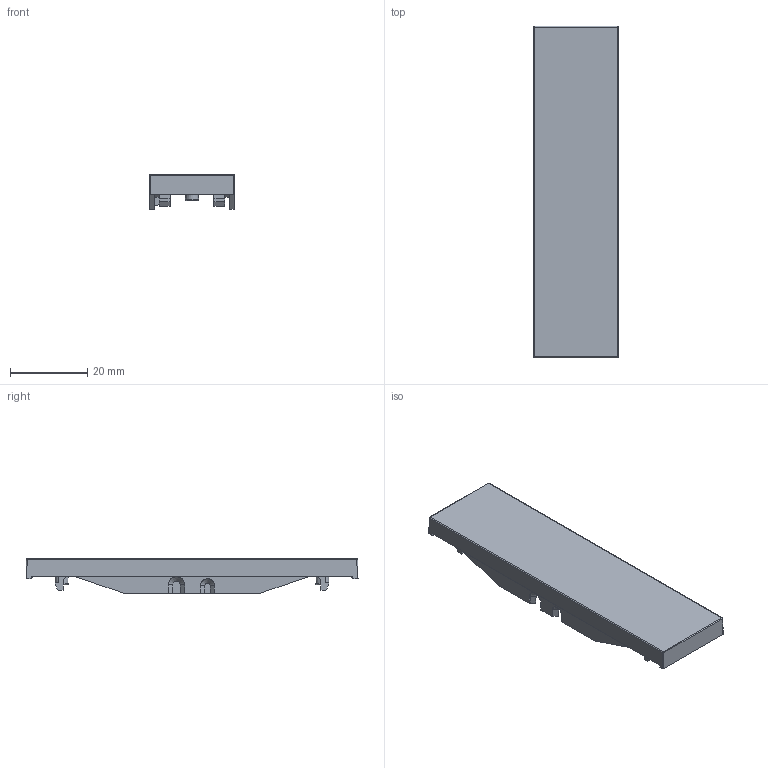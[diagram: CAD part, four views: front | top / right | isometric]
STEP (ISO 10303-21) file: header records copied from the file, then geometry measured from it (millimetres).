
FILE_DESCRIPTION((''),'2;1');
FILE_NAME('KONG-L-NOW_ASM','2023-12-29T',('B04459'),(''),'PRO/ENGINEER BY PARAMETRIC TECHNOLOGY CORPORATION, 2013240','PRO/ENGINEER BY PARAMETRIC TECHNOLOGY CORPORATION, 2013240','');
FILE_SCHEMA(('CONFIG_CONTROL_DESIGN'));
Length unit declared in the file: millimetre
Products named in the file (3): KONG-L-NOW; L-NOW-GUDING; KONG-L-NOW_ASM
Assembly tree (3 placements, depth 2):
  KONG-L-NOW_ASM
    KONG-L-NOW
    L-NOW-GUDING  x2
Bounding box: 22.03 x 85.73 x 9 mm (x, y, z)
Volume: 5214.8 mm3; surface area: 8395.5 mm2
Topology: 3 solids, 4 shells, 302 faces, 829 edges, 537 vertices
Faces by surface type: plane 238, cylinder 46, sphere 8, cone 6, torus 4
Entity records: 7104 total; most frequent: CARTESIAN_POINT 1423, ORIENTED_EDGE 1196, DIRECTION 1091, EDGE_CURVE 598, VECTOR 511, LINE 511, VERTEX_POINT 389, AXIS2_PLACEMENT_3D 290
